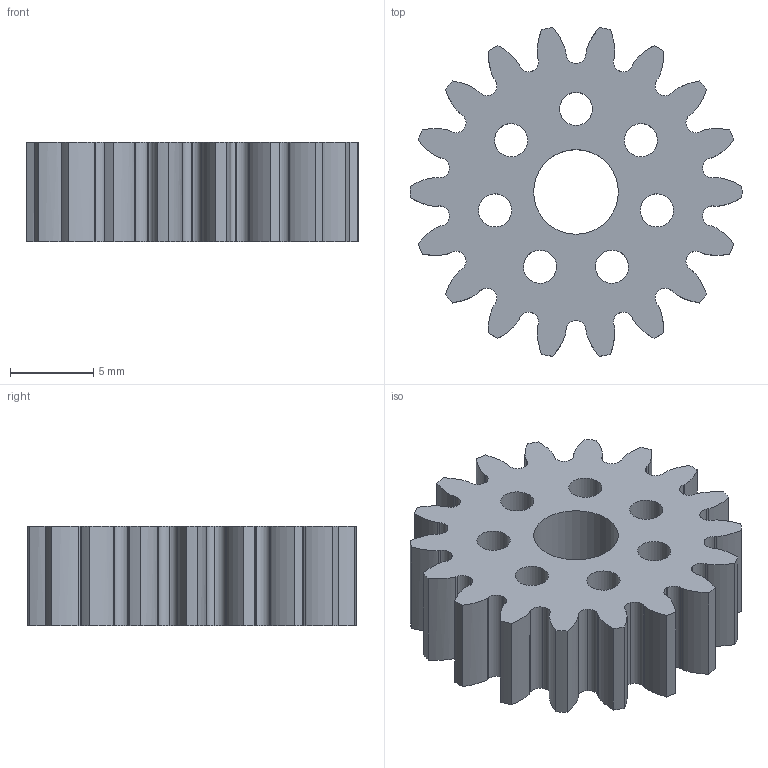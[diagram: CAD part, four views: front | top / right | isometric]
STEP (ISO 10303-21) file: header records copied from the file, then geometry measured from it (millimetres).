
FILE_DESCRIPTION(/* description */ (''),/* implementation_level */ '2;1');
FILE_NAME(/* name */ 'gear1.step',/* time_stamp */ '2021-04-05T09:46:20+01:00',/* author */ (''),/* organization */ (''),/* preprocessor_version */ 'ST-DEVELOPER v18.1',/* originating_system */ 'Autodesk Translation Framework v9.10.0.1330',/* authorisation */ '');
FILE_SCHEMA (('AUTOMOTIVE_DESIGN { 1 0 10303 214 3 1 1 }'));
Length unit declared in the file: millimetre
Products named in the file (2): 3COGS; Spur Gear (18 teeth)
Assembly tree (1 placements, depth 2):
  3COGS
    Spur Gear (18 teeth)
Bounding box: 20 x 19.8 x 6 mm (x, y, z)
Volume: 1243.5 mm3; surface area: 1435.7 mm2
Topology: 1 solids, 1 shells, 154 faces, 456 edges, 304 vertices
Faces by surface type: cylinder 80, plane 38, bspline 36
Full cylindrical faces by diameter (mm): 2 x7, 5.1 x1
Entity records: 15631 total; most frequent: CARTESIAN_POINT 11609, ORIENTED_EDGE 912, DIRECTION 786, EDGE_CURVE 456, VERTEX_POINT 304, AXIS2_PLACEMENT_3D 281, LINE 224, VECTOR 224
